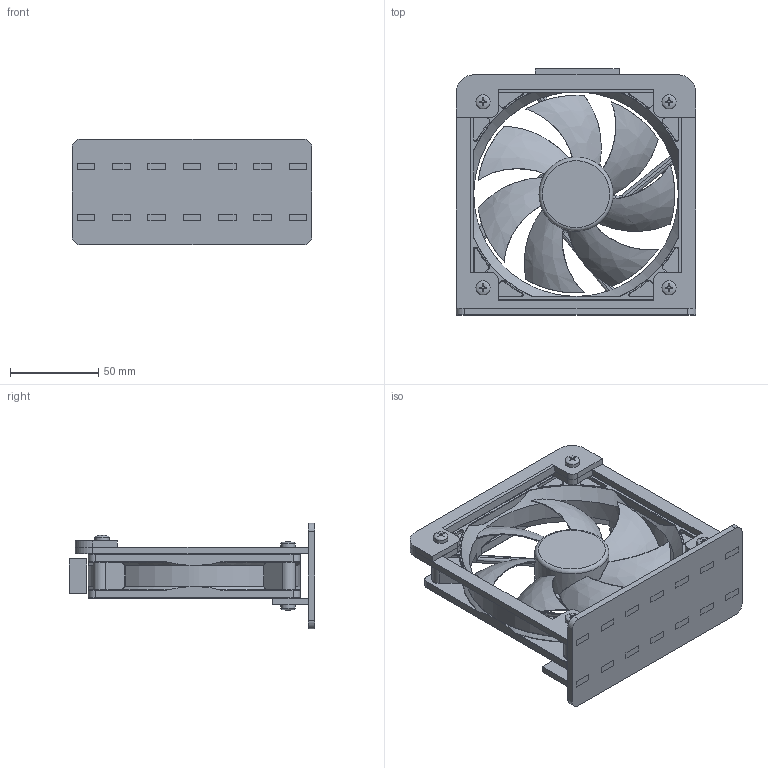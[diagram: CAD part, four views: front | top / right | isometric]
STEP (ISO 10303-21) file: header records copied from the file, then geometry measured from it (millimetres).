
FILE_DESCRIPTION(/* description */ (''),/* implementation_level */ '2;1');
FILE_NAME(/* name */ 'Assembly.step',/* time_stamp */ '2026-01-20T22:19:42+02:00',/* author */ (''),/* organization */ (''),/* preprocessor_version */ 'ST-DEVELOPER v20.1',/* originating_system */ 'Autodesk Translation Framework v14.21.0.0',/* authorisation */ '');
FILE_SCHEMA (('AUTOMOTIVE_DESIGN { 1 0 10303 214 3 1 1 }'));
Length unit declared in the file: millimetre
Products named in the file (9): Assembly; Base; MainWall; BottomWall; TopWall; case_fan_120mm; Led lights; VITE_TESTA_CILINDRICA_PHILLIPS; Circuit
Assembly tree (13 placements, depth 2):
  Assembly
    Base
    MainWall
    BottomWall
    TopWall
    case_fan_120mm
    Led lights
    VITE_TESTA_CILINDRICA_PHILLIPS  x6
    Circuit
Bounding box: 136 x 139.39 x 60 mm (x, y, z)
Volume: 149391.2 mm3; surface area: 113031.8 mm2
Topology: 14 solids, 14 shells, 1024 faces, 2620 edges, 1605 vertices
Faces by surface type: plane 371, cylinder 249, bspline 174, torus 147, cone 51, sphere 32
Full cylindrical faces by diameter (mm): 4 x6, 4.6 x8, 8 x6, 10 x1, 42 x2, 116 x1
Entity records: 33739 total; most frequent: CARTESIAN_POINT 12281, ORIENTED_EDGE 4570, DIRECTION 4249, EDGE_CURVE 2285, AXIS2_PLACEMENT_3D 1591, VERTEX_POINT 1410, LINE 1067, VECTOR 1067
